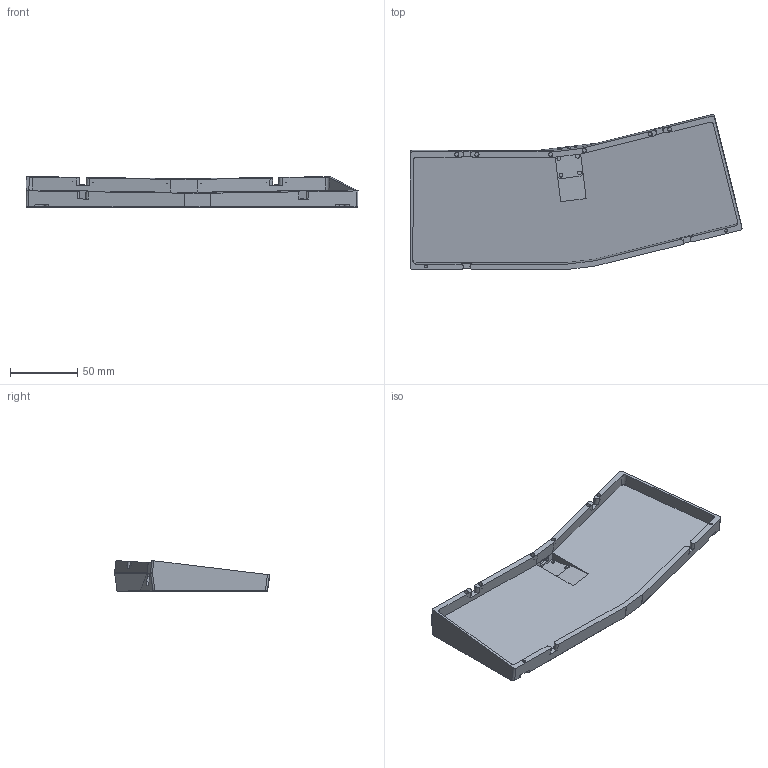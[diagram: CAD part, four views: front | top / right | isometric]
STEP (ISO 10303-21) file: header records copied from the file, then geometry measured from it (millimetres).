
FILE_DESCRIPTION(/* description */ (''),/* implementation_level */ '2;1');
FILE_NAME(/* name */ 'La Lettre et La Cuillre Case Bottom.step',/* time_stamp */ '2024-02-16T15:27:47-05:00',/* author */ (''),/* organization */ (''),/* preprocessor_version */ 'ST-DEVELOPER v20',/* originating_system */ 'Autodesk Translation Framework v12.20.1.177',/* authorisation */ '');
FILE_SCHEMA (('AUTOMOTIVE_DESIGN { 1 0 10303 214 3 1 1 }'));
Length unit declared in the file: millimetre
Products named in the file (2): la lettre; Bottom
Assembly tree (1 placements, depth 2):
  la lettre
    Bottom
Bounding box: 247.3 x 115.29 x 23.02 mm (x, y, z)
Volume: 163074.7 mm3; surface area: 60774 mm2
Topology: 1 solids, 5 shells, 561 faces, 1547 edges, 1023 vertices
Faces by surface type: bspline 260, plane 225, cylinder 74, sphere 2
Full cylindrical faces by diameter (mm): 2.2 x2, 2.8 x4, 3.1 x6, 18.5 x4
Entity records: 18929 total; most frequent: CARTESIAN_POINT 6544, ORIENTED_EDGE 3094, DIRECTION 1955, EDGE_CURVE 1547, VERTEX_POINT 1023, LINE 891, VECTOR 891, EDGE_LOOP 594
